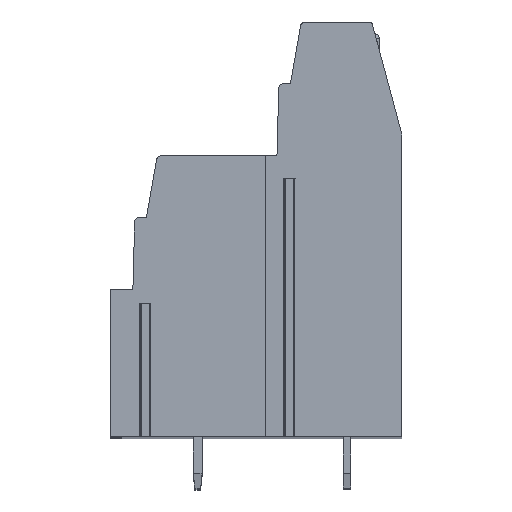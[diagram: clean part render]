
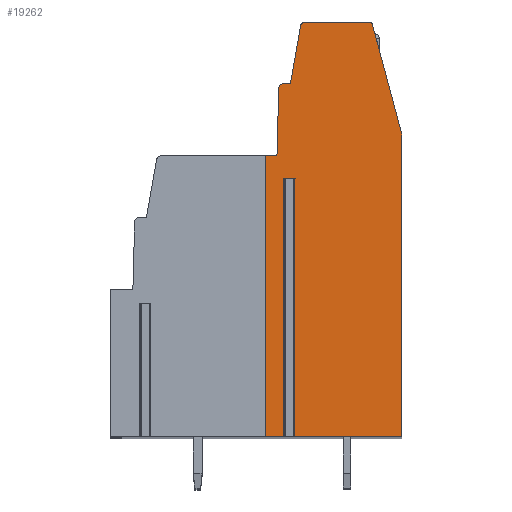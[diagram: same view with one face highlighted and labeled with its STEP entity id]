
A CAD part, top view. The second image highlights one B-rep face of the part: STEP entity #19262.
In plain terms, the highlighted planar face has unit normal (0, 0, 1).
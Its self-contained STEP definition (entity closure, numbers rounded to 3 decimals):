
#13=DIRECTION('',(-1.,0.,0.));
#14=VECTOR('',#13,0.743);
#15=CARTESIAN_POINT('',(1.908,2.65,73.66));
#16=LINE('',#15,#14);
#17=DIRECTION('',(0.,-1.,0.));
#18=VECTOR('',#17,17.55);
#19=CARTESIAN_POINT('',(1.165,2.65,73.66));
#20=LINE('',#19,#18);
#21=DIRECTION('',(1.,0.,0.));
#22=VECTOR('',#21,1.228);
#23=CARTESIAN_POINT('',(-0.063,-14.9,73.66));
#24=LINE('',#23,#22);
#25=DIRECTION('',(-1.,0.,0.));
#26=VECTOR('',#25,0.75);
#27=CARTESIAN_POINT('',(0.687,4.2,73.66));
#28=LINE('',#27,#26);
#29=DIRECTION('',(-0.026,-1.,0.));
#30=VECTOR('',#29,4.609);
#31=CARTESIAN_POINT('',(0.808,8.808,73.66));
#32=LINE('',#31,#30);
#33=CARTESIAN_POINT('',(1.108,8.8,73.66));
#34=DIRECTION('',(0.,0.,1.));
#35=DIRECTION('',(0.,1.,0.));
#36=AXIS2_PLACEMENT_3D('',#33,#34,#35);
#38=DIRECTION('',(-1.,0.,0.));
#39=VECTOR('',#38,0.497);
#40=CARTESIAN_POINT('',(1.605,9.1,73.66));
#41=LINE('',#40,#39);
#42=DIRECTION('',(-0.174,-0.985,0.));
#43=VECTOR('',#42,4.013);
#44=CARTESIAN_POINT('',(2.301,13.052,73.66));
#45=LINE('',#44,#43);
#46=CARTESIAN_POINT('',(2.597,13.,73.66));
#47=DIRECTION('',(0.,0.,1.));
#48=DIRECTION('',(0.,1.,0.));
#49=AXIS2_PLACEMENT_3D('',#46,#47,#48);
#51=DIRECTION('',(-1.,0.,0.));
#52=VECTOR('',#51,4.31);
#53=CARTESIAN_POINT('',(6.907,13.3,73.66));
#54=LINE('',#53,#52);
#55=CARTESIAN_POINT('',(6.907,13.,73.66));
#56=DIRECTION('',(0.,0.,1.));
#57=DIRECTION('',(0.966,0.259,0.));
#58=AXIS2_PLACEMENT_3D('',#55,#56,#57);
#60=CARTESIAN_POINT('',(8.187,5.518,73.66));
#61=DIRECTION('',(0.,0.,1.));
#62=DIRECTION('',(1.,0.,0.));
#63=AXIS2_PLACEMENT_3D('',#60,#61,#62);
#65=DIRECTION('',(0.,1.,0.));
#66=VECTOR('',#65,20.418);
#67=CARTESIAN_POINT('',(9.187,-14.9,73.66));
#68=LINE('',#67,#66);
#69=DIRECTION('',(1.,0.,0.));
#70=VECTOR('',#69,7.279);
#71=CARTESIAN_POINT('',(1.908,-14.9,73.66));
#72=LINE('',#71,#70);
#73=DIRECTION('',(0.,-1.,0.));
#74=VECTOR('',#73,17.55);
#75=CARTESIAN_POINT('',(1.908,2.65,73.66));
#76=LINE('',#75,#74);
#3003=DIRECTION('',(-0.259,0.966,0.));
#3004=VECTOR('',#3003,7.558);
#3005=CARTESIAN_POINT('',(9.153,5.777,73.66));
#3006=LINE('',#3005,#3004);
#7964=DIRECTION('',(0.,-1.,0.));
#7965=VECTOR('',#7964,19.1);
#7966=CARTESIAN_POINT('',(-0.063,4.2,73.66));
#7967=LINE('',#7966,#7965);
#15152=CARTESIAN_POINT('',(9.187,-14.9,73.66));
#15153=CARTESIAN_POINT('',(9.187,5.518,73.66));
#15154=VERTEX_POINT('',#15152);
#15155=VERTEX_POINT('',#15153);
#15156=CARTESIAN_POINT('',(9.153,5.777,73.66));
#15157=VERTEX_POINT('',#15156);
#15158=CARTESIAN_POINT('',(7.197,13.078,73.66));
#15159=CARTESIAN_POINT('',(6.907,13.3,73.66));
#15160=VERTEX_POINT('',#15158);
#15161=VERTEX_POINT('',#15159);
#15162=CARTESIAN_POINT('',(2.597,13.3,73.66));
#15163=VERTEX_POINT('',#15162);
#15164=CARTESIAN_POINT('',(2.301,13.052,73.66));
#15165=VERTEX_POINT('',#15164);
#15166=CARTESIAN_POINT('',(1.605,9.1,73.66));
#15167=VERTEX_POINT('',#15166);
#15168=CARTESIAN_POINT('',(1.108,9.1,73.66));
#15169=VERTEX_POINT('',#15168);
#15170=CARTESIAN_POINT('',(0.808,8.808,73.66));
#15171=VERTEX_POINT('',#15170);
#15172=CARTESIAN_POINT('',(0.687,4.2,73.66));
#15173=VERTEX_POINT('',#15172);
#15216=CARTESIAN_POINT('',(-0.063,-14.9,73.66));
#15218=VERTEX_POINT('',#15216);
#15224=CARTESIAN_POINT('',(-0.063,4.2,73.66));
#15225=VERTEX_POINT('',#15224);
#15300=CARTESIAN_POINT('',(1.908,2.65,73.66));
#15301=CARTESIAN_POINT('',(1.165,2.65,73.66));
#15302=VERTEX_POINT('',#15300);
#15303=VERTEX_POINT('',#15301);
#15304=CARTESIAN_POINT('',(1.908,-14.9,73.66));
#15305=VERTEX_POINT('',#15304);
#15306=CARTESIAN_POINT('',(1.165,-14.9,73.66));
#15307=VERTEX_POINT('',#15306);
#19221=CARTESIAN_POINT('',(0.,0.,73.66));
#19222=DIRECTION('',(0.,0.,1.));
#19223=DIRECTION('',(1.,0.,0.));
#19224=AXIS2_PLACEMENT_3D('',#19221,#19222,#19223);
#19225=PLANE('',#19224);
#19227=ORIENTED_EDGE('',*,*,#19226,.T.);
#19229=ORIENTED_EDGE('',*,*,#19228,.T.);
#19231=ORIENTED_EDGE('',*,*,#19230,.F.);
#19233=ORIENTED_EDGE('',*,*,#19232,.F.);
#19235=ORIENTED_EDGE('',*,*,#19234,.F.);
#19237=ORIENTED_EDGE('',*,*,#19236,.F.);
#19239=ORIENTED_EDGE('',*,*,#19238,.F.);
#19241=ORIENTED_EDGE('',*,*,#19240,.F.);
#19243=ORIENTED_EDGE('',*,*,#19242,.F.);
#19245=ORIENTED_EDGE('',*,*,#19244,.F.);
#19247=ORIENTED_EDGE('',*,*,#19246,.F.);
#19249=ORIENTED_EDGE('',*,*,#19248,.F.);
#19251=ORIENTED_EDGE('',*,*,#19250,.F.);
#19253=ORIENTED_EDGE('',*,*,#19252,.F.);
#19255=ORIENTED_EDGE('',*,*,#19254,.F.);
#19257=ORIENTED_EDGE('',*,*,#19256,.F.);
#19259=ORIENTED_EDGE('',*,*,#19258,.F.);
#19260=EDGE_LOOP('',(#19227,#19229,#19231,#19233,#19235,#19237,#19239,#19241,
#19243,#19245,#19247,#19249,#19251,#19253,#19255,#19257,#19259));
#19261=FACE_OUTER_BOUND('',#19260,.F.);
#37=CIRCLE('',#36,0.3);
#50=CIRCLE('',#49,0.3);
#59=CIRCLE('',#58,0.3);
#64=CIRCLE('',#63,1.);
#19226=EDGE_CURVE('',#15302,#15303,#16,.T.);
#19228=EDGE_CURVE('',#15303,#15307,#20,.T.);
#19230=EDGE_CURVE('',#15218,#15307,#24,.T.);
#19232=EDGE_CURVE('',#15225,#15218,#7967,.T.);
#19234=EDGE_CURVE('',#15173,#15225,#28,.T.);
#19236=EDGE_CURVE('',#15171,#15173,#32,.T.);
#19238=EDGE_CURVE('',#15169,#15171,#37,.T.);
#19240=EDGE_CURVE('',#15167,#15169,#41,.T.);
#19242=EDGE_CURVE('',#15165,#15167,#45,.T.);
#19244=EDGE_CURVE('',#15163,#15165,#50,.T.);
#19246=EDGE_CURVE('',#15161,#15163,#54,.T.);
#19248=EDGE_CURVE('',#15160,#15161,#59,.T.);
#19250=EDGE_CURVE('',#15157,#15160,#3006,.T.);
#19252=EDGE_CURVE('',#15155,#15157,#64,.T.);
#19254=EDGE_CURVE('',#15154,#15155,#68,.T.);
#19256=EDGE_CURVE('',#15305,#15154,#72,.T.);
#19258=EDGE_CURVE('',#15302,#15305,#76,.T.);
#19262=ADVANCED_FACE('',(#19261),#19225,.T.);
